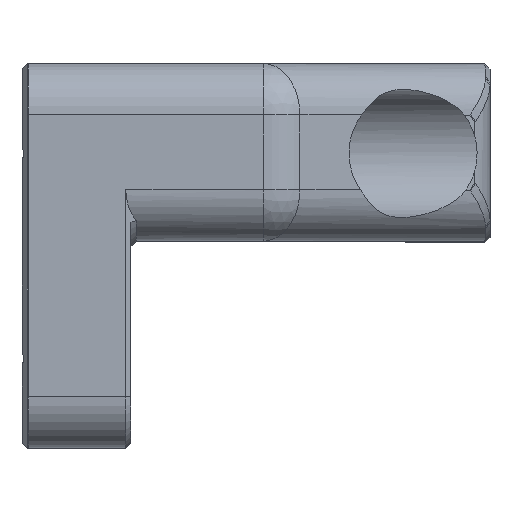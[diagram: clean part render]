
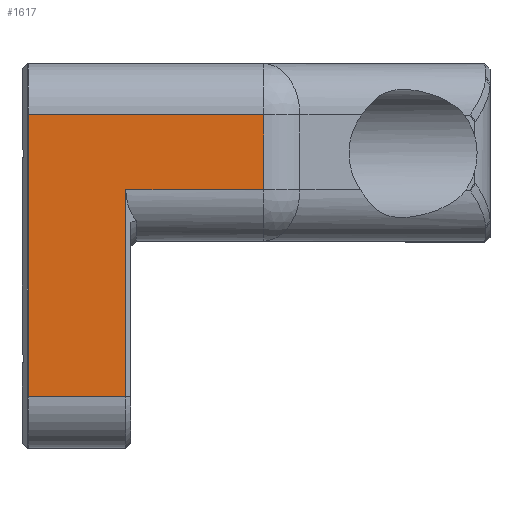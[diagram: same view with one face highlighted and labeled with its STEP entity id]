
A CAD part, top view. The second image highlights one B-rep face of the part: STEP entity #1617.
In plain terms, the highlighted planar face has unit normal (0, 0, 1).
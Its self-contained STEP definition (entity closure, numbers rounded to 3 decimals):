
#135=PLANE('',#1739);
#186=FACE_OUTER_BOUND('',#280,.T.);
#280=EDGE_LOOP('',(#1180,#1181,#1182,#1183,#1184,#1185));
#370=LINE('',#2346,#495);
#384=LINE('',#2467,#509);
#405=LINE('',#2518,#530);
#406=LINE('',#2522,#531);
#407=LINE('',#2524,#532);
#408=LINE('',#2525,#533);
#495=VECTOR('',#1893,10.);
#509=VECTOR('',#1925,10.);
#530=VECTOR('',#1972,10.);
#531=VECTOR('',#1977,10.);
#532=VECTOR('',#1978,10.);
#533=VECTOR('',#1979,10.);
#688=VERTEX_POINT('',#2340);
#690=VERTEX_POINT('',#2344);
#710=VERTEX_POINT('',#2466);
#727=VERTEX_POINT('',#2517);
#728=VERTEX_POINT('',#2521);
#729=VERTEX_POINT('',#2523);
#849=EDGE_CURVE('',#690,#688,#370,.T.);
#874=EDGE_CURVE('',#688,#710,#384,.T.);
#900=EDGE_CURVE('',#710,#727,#405,.T.);
#902=EDGE_CURVE('',#728,#690,#406,.T.);
#903=EDGE_CURVE('',#729,#728,#407,.T.);
#904=EDGE_CURVE('',#729,#727,#408,.T.);
#1180=ORIENTED_EDGE('',*,*,#874,.F.);
#1181=ORIENTED_EDGE('',*,*,#849,.F.);
#1182=ORIENTED_EDGE('',*,*,#902,.F.);
#1183=ORIENTED_EDGE('',*,*,#903,.F.);
#1184=ORIENTED_EDGE('',*,*,#904,.T.);
#1185=ORIENTED_EDGE('',*,*,#900,.F.);
#1617=ADVANCED_FACE('',(#186),#135,.T.);
#1739=AXIS2_PLACEMENT_3D('',#2520,#1975,#1976);
#1893=DIRECTION('',(-1.,0.,0.));
#1925=DIRECTION('',(0.,-1.,0.));
#1972=DIRECTION('',(-1.,0.,0.));
#1975=DIRECTION('center_axis',(0.,0.,1.));
#1976=DIRECTION('ref_axis',(0.,-1.,0.));
#1977=DIRECTION('',(0.,-1.,0.));
#1978=DIRECTION('',(1.,0.,0.));
#1979=DIRECTION('',(0.,-1.,0.));
#2340=CARTESIAN_POINT('',(-73.6,-37.848,56.45));
#2344=CARTESIAN_POINT('',(-62.857,-37.848,56.45));
#2346=CARTESIAN_POINT('',(-45.2,-37.848,56.45));
#2466=CARTESIAN_POINT('',(-73.6,-54.,56.45));
#2467=CARTESIAN_POINT('',(-73.6,-35.5,56.45));
#2517=CARTESIAN_POINT('',(-81.2,-54.,56.45));
#2518=CARTESIAN_POINT('',(-81.2,-54.,56.45));
#2520=CARTESIAN_POINT('Origin',(-81.2,-28.,56.45));
#2521=CARTESIAN_POINT('',(-62.857,-32.,56.45));
#2522=CARTESIAN_POINT('',(-62.857,-29.731,56.45));
#2523=CARTESIAN_POINT('',(-81.2,-32.,56.45));
#2524=CARTESIAN_POINT('',(-81.2,-32.,56.45));
#2525=CARTESIAN_POINT('',(-81.2,-28.,56.45));
